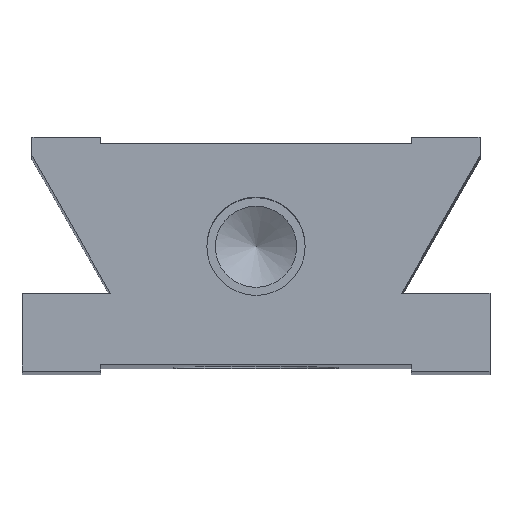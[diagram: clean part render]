
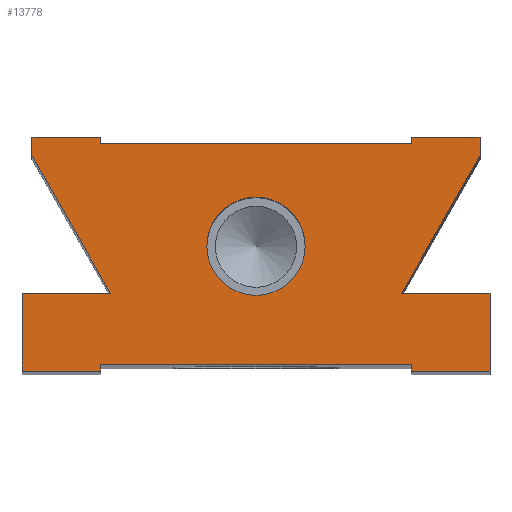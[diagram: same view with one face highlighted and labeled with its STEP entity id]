
A CAD part, top view. The second image highlights one B-rep face of the part: STEP entity #13778.
In plain terms, the highlighted planar face has unit normal (0, 0, 1).
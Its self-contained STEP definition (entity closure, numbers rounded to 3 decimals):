
#642=FACE_BOUND('',#1439,.T.);
#669=CIRCLE('',#14483,2.);
#709=FACE_OUTER_BOUND('',#1438,.T.);
#1438=EDGE_LOOP('',(#9637,#9638,#9639,#9640,#9641,#9642,#9643,#9644,#9645,
#9646,#9647,#9648,#9649,#9650,#9651,#9652,#9653,#9654));
#1439=EDGE_LOOP('',(#9655));
#2140=LINE('',#17645,#3716);
#2143=LINE('',#17650,#3719);
#2145=LINE('',#17654,#3721);
#2149=LINE('',#17668,#3725);
#2151=LINE('',#17672,#3727);
#2153=LINE('',#17676,#3729);
#2155=LINE('',#17680,#3731);
#2160=LINE('',#17691,#3736);
#2520=LINE('',#18410,#4096);
#2526=LINE('',#18455,#4102);
#2531=LINE('',#18466,#4107);
#2877=LINE('',#20787,#4453);
#2886=LINE('',#20808,#4462);
#2887=LINE('',#20810,#4463);
#2889=LINE('',#20814,#4465);
#2891=LINE('',#20818,#4467);
#2893=LINE('',#20822,#4469);
#2894=LINE('',#20824,#4470);
#3716=VECTOR('',#15002,1000.);
#3719=VECTOR('',#15007,1000.);
#3721=VECTOR('',#15011,1000.);
#3725=VECTOR('',#15023,1000.);
#3727=VECTOR('',#15027,1000.);
#3729=VECTOR('',#15031,1000.);
#3731=VECTOR('',#15035,1000.);
#3736=VECTOR('',#15044,1000.);
#4096=VECTOR('',#15406,1000.);
#4102=VECTOR('',#15456,1000.);
#4107=VECTOR('',#15465,1000.);
#4453=VECTOR('',#15813,1000.);
#4462=VECTOR('',#15838,1000.);
#4463=VECTOR('',#15841,1000.);
#4465=VECTOR('',#15845,1000.);
#4467=VECTOR('',#15849,1000.);
#4469=VECTOR('',#15853,1000.);
#4470=VECTOR('',#15856,1000.);
#5291=VERTEX_POINT('',#17642);
#5292=VERTEX_POINT('',#17644);
#5293=VERTEX_POINT('',#17648);
#5294=VERTEX_POINT('',#17652);
#5300=VERTEX_POINT('',#17666);
#5301=VERTEX_POINT('',#17670);
#5302=VERTEX_POINT('',#17674);
#5303=VERTEX_POINT('',#17678);
#5306=VERTEX_POINT('',#17688);
#5307=VERTEX_POINT('',#17690);
#5665=VERTEX_POINT('',#18408);
#5676=VERTEX_POINT('',#18440);
#5681=VERTEX_POINT('',#18452);
#5682=VERTEX_POINT('',#18454);
#5685=VERTEX_POINT('',#18463);
#5686=VERTEX_POINT('',#18465);
#6059=VERTEX_POINT('',#20812);
#6060=VERTEX_POINT('',#20816);
#6061=VERTEX_POINT('',#20820);
#6618=EDGE_CURVE('',#5292,#5291,#2140,.T.);
#6621=EDGE_CURVE('',#5291,#5293,#2143,.T.);
#6623=EDGE_CURVE('',#5293,#5294,#2145,.T.);
#6630=EDGE_CURVE('',#5294,#5300,#2149,.T.);
#6632=EDGE_CURVE('',#5300,#5301,#2151,.T.);
#6634=EDGE_CURVE('',#5301,#5302,#2153,.T.);
#6636=EDGE_CURVE('',#5302,#5303,#2155,.T.);
#6641=EDGE_CURVE('',#5307,#5306,#2160,.T.);
#7001=EDGE_CURVE('',#5303,#5665,#2520,.T.);
#7013=EDGE_CURVE('',#5676,#5676,#669,.T.);
#7019=EDGE_CURVE('',#5682,#5681,#2526,.T.);
#7025=EDGE_CURVE('',#5686,#5685,#2531,.T.);
#7485=EDGE_CURVE('',#5665,#5307,#2877,.T.);
#7496=EDGE_CURVE('',#5306,#5682,#2886,.T.);
#7497=EDGE_CURVE('',#5681,#5686,#2887,.T.);
#7499=EDGE_CURVE('',#5685,#6059,#2889,.T.);
#7501=EDGE_CURVE('',#6059,#6060,#2891,.T.);
#7503=EDGE_CURVE('',#6060,#6061,#2893,.T.);
#7504=EDGE_CURVE('',#6061,#5292,#2894,.T.);
#9637=ORIENTED_EDGE('',*,*,#7496,.T.);
#9638=ORIENTED_EDGE('',*,*,#7019,.T.);
#9639=ORIENTED_EDGE('',*,*,#7497,.T.);
#9640=ORIENTED_EDGE('',*,*,#7025,.T.);
#9641=ORIENTED_EDGE('',*,*,#7499,.T.);
#9642=ORIENTED_EDGE('',*,*,#7501,.T.);
#9643=ORIENTED_EDGE('',*,*,#7503,.T.);
#9644=ORIENTED_EDGE('',*,*,#7504,.T.);
#9645=ORIENTED_EDGE('',*,*,#6618,.T.);
#9646=ORIENTED_EDGE('',*,*,#6621,.T.);
#9647=ORIENTED_EDGE('',*,*,#6623,.T.);
#9648=ORIENTED_EDGE('',*,*,#6630,.T.);
#9649=ORIENTED_EDGE('',*,*,#6632,.T.);
#9650=ORIENTED_EDGE('',*,*,#6634,.T.);
#9651=ORIENTED_EDGE('',*,*,#6636,.T.);
#9652=ORIENTED_EDGE('',*,*,#7001,.T.);
#9653=ORIENTED_EDGE('',*,*,#7485,.T.);
#9654=ORIENTED_EDGE('',*,*,#6641,.T.);
#9655=ORIENTED_EDGE('',*,*,#7013,.F.);
#12572=PLANE('',#14504);
#13778=ADVANCED_FACE('',(#709,#642),#12572,.F.);
#14483=AXIS2_PLACEMENT_3D('',#18441,#15443,#15444);
#14504=AXIS2_PLACEMENT_3D('',#20825,#15857,#15858);
#15002=DIRECTION('',(1.,0.,0.));
#15007=DIRECTION('',(0.,1.,0.));
#15011=DIRECTION('',(1.,0.,0.));
#15023=DIRECTION('',(0.,-1.,0.));
#15027=DIRECTION('',(1.,0.,0.));
#15031=DIRECTION('',(0.,1.,0.));
#15035=DIRECTION('',(-1.,0.,0.));
#15044=DIRECTION('',(-1.,0.,0.));
#15406=DIRECTION('',(0.496,0.868,0.));
#15443=DIRECTION('center_axis',(0.,0.,1.));
#15444=DIRECTION('ref_axis',(1.,0.,0.));
#15456=DIRECTION('',(-1.,0.,0.));
#15465=DIRECTION('',(-1.,0.,0.));
#15813=DIRECTION('',(0.,1.,0.));
#15838=DIRECTION('',(0.,-1.,0.));
#15841=DIRECTION('',(0.,1.,0.));
#15845=DIRECTION('',(0.,-1.,0.));
#15849=DIRECTION('',(0.496,-0.868,0.));
#15853=DIRECTION('',(-1.,0.,0.));
#15856=DIRECTION('',(0.,-1.,0.));
#15857=DIRECTION('center_axis',(0.,0.,-1.));
#15858=DIRECTION('ref_axis',(-1.,0.,0.));
#17642=CARTESIAN_POINT('',(-6.325,-5.08,150.));
#17644=CARTESIAN_POINT('',(-9.525,-5.08,150.));
#17645=CARTESIAN_POINT('',(-9.525,-5.08,150.));
#17648=CARTESIAN_POINT('',(-6.325,-4.826,150.));
#17650=CARTESIAN_POINT('',(-6.325,-5.08,150.));
#17652=CARTESIAN_POINT('',(6.325,-4.826,150.));
#17654=CARTESIAN_POINT('',(6.325,-4.826,150.));
#17666=CARTESIAN_POINT('',(6.325,-5.08,150.));
#17668=CARTESIAN_POINT('',(6.325,-5.08,150.));
#17670=CARTESIAN_POINT('',(9.525,-5.08,150.));
#17672=CARTESIAN_POINT('',(9.525,-5.08,150.));
#17674=CARTESIAN_POINT('',(9.525,-1.905,150.));
#17676=CARTESIAN_POINT('',(9.525,-1.905,150.));
#17678=CARTESIAN_POINT('',(5.926,-1.905,150.));
#17680=CARTESIAN_POINT('',(5.926,-1.905,150.));
#17688=CARTESIAN_POINT('',(6.325,4.445,150.));
#17690=CARTESIAN_POINT('',(9.119,4.445,150.));
#17691=CARTESIAN_POINT('',(6.325,4.445,150.));
#18408=CARTESIAN_POINT('',(9.119,3.683,150.));
#18410=CARTESIAN_POINT('',(9.119,3.683,150.));
#18440=CARTESIAN_POINT('',(2.,0.,150.));
#18441=CARTESIAN_POINT('Origin',(0.,0.,150.));
#18452=CARTESIAN_POINT('',(-6.325,4.191,150.));
#18454=CARTESIAN_POINT('',(6.325,4.191,150.));
#18455=CARTESIAN_POINT('',(-6.325,4.191,150.));
#18463=CARTESIAN_POINT('',(-9.119,4.445,150.));
#18465=CARTESIAN_POINT('',(-6.325,4.445,150.));
#18466=CARTESIAN_POINT('',(-6.325,4.445,150.));
#20787=CARTESIAN_POINT('',(9.119,4.445,150.));
#20808=CARTESIAN_POINT('',(6.325,4.191,150.));
#20810=CARTESIAN_POINT('',(-6.325,4.191,150.));
#20812=CARTESIAN_POINT('',(-9.119,3.683,150.));
#20814=CARTESIAN_POINT('',(-9.119,4.445,150.));
#20816=CARTESIAN_POINT('',(-5.926,-1.905,150.));
#20818=CARTESIAN_POINT('',(-9.119,3.683,150.));
#20820=CARTESIAN_POINT('',(-9.525,-1.905,150.));
#20822=CARTESIAN_POINT('',(-5.926,-1.905,150.));
#20824=CARTESIAN_POINT('',(-9.525,-1.905,150.));
#20825=CARTESIAN_POINT('Origin',(6.325,4.445,150.));
